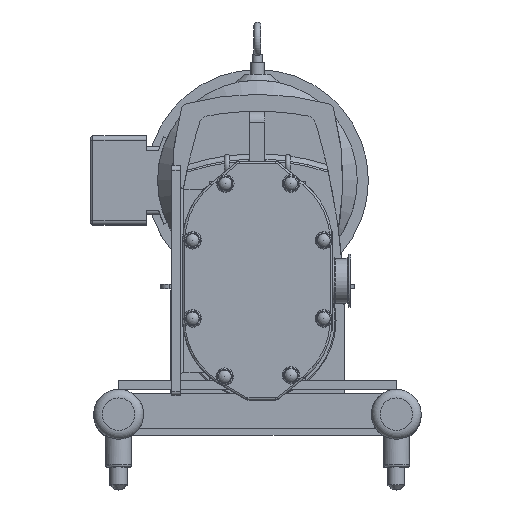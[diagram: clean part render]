
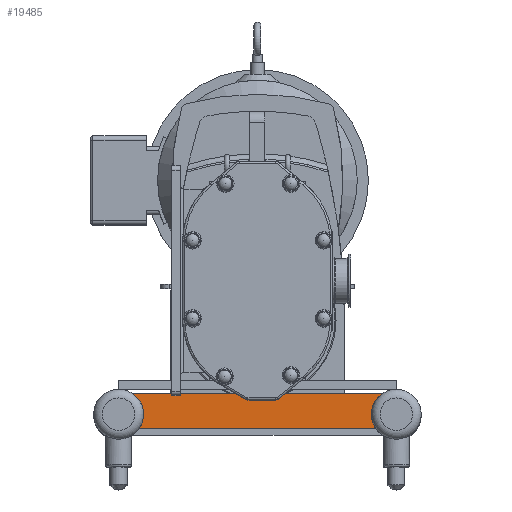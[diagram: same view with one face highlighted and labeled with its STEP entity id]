
A CAD part, top view. The second image highlights one B-rep face of the part: STEP entity #19485.
In plain terms, the highlighted planar face has unit normal (0, 0, 1).
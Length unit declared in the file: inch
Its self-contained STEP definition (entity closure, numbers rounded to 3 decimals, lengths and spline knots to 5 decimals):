
#1043=PLANE('',#21639);
#2761=LINE('',#35888,#4166);
#2762=LINE('',#35890,#4167);
#4166=VECTOR('',#27303,0.3937);
#4167=VECTOR('',#27306,0.3937);
#5548=FACE_OUTER_BOUND('',#6718,.T.);
#6718=EDGE_LOOP('',(#18293,#18294,#18295,#18296,#18297));
#7718=CIRCLE('',#21533,1.4375);
#7731=CIRCLE('',#21550,1.4375);
#7762=CIRCLE('',#21598,1.4375);
#9633=VERTEX_POINT('',#35273);
#9634=VERTEX_POINT('',#35275);
#9647=VERTEX_POINT('',#35310);
#9683=VERTEX_POINT('',#35675);
#9684=VERTEX_POINT('',#35677);
#12473=EDGE_CURVE('',#9633,#9634,#7718,.T.);
#12492=EDGE_CURVE('',#9647,#9633,#7731,.T.);
#12540=EDGE_CURVE('',#9683,#9684,#7762,.T.);
#12578=EDGE_CURVE('',#9647,#9684,#2761,.T.);
#12579=EDGE_CURVE('',#9683,#9634,#2762,.T.);
#18293=ORIENTED_EDGE('',*,*,#12540,.F.);
#18294=ORIENTED_EDGE('',*,*,#12579,.T.);
#18295=ORIENTED_EDGE('',*,*,#12473,.F.);
#18296=ORIENTED_EDGE('',*,*,#12492,.F.);
#18297=ORIENTED_EDGE('',*,*,#12578,.T.);
#19485=ADVANCED_FACE('',(#5548),#1043,.T.);
#21533=AXIS2_PLACEMENT_3D('',#35276,#27069,#27070);
#21550=AXIS2_PLACEMENT_3D('',#35312,#27109,#27110);
#21598=AXIS2_PLACEMENT_3D('',#35678,#27214,#27215);
#21639=AXIS2_PLACEMENT_3D('',#35891,#27307,#27308);
#27069=DIRECTION('center_axis',(0.,0.,
1.));
#27070=DIRECTION('ref_axis',(-1.,0.,0.));
#27109=DIRECTION('center_axis',(0.,0.,
1.));
#27110=DIRECTION('ref_axis',(-1.,0.,0.));
#27214=DIRECTION('center_axis',(0.,0.,
1.));
#27215=DIRECTION('ref_axis',(-1.,0.,0.));
#27303=DIRECTION('',(1.,0.,0.));
#27306=DIRECTION('',(-1.,0.,0.));
#27307=DIRECTION('center_axis',(0.,0.,
1.));
#27308=DIRECTION('ref_axis',(1.,0.,0.));
#35273=CARTESIAN_POINT('',(-6.5625,-7.6875,-8.288));
#35275=CARTESIAN_POINT('',(-7.19358,-6.4975,-8.288));
#35276=CARTESIAN_POINT('Origin',(-8.,-7.6875,-8.288));
#35310=CARTESIAN_POINT('',(-6.81244,-8.4975,-8.288));
#35312=CARTESIAN_POINT('Origin',(-8.,-7.6875,-8.288));
#35675=CARTESIAN_POINT('',(7.19358,-6.4975,-8.288));
#35677=CARTESIAN_POINT('',(6.81244,-8.4975,-8.288));
#35678=CARTESIAN_POINT('Origin',(8.,-7.6875,-8.288));
#35888=CARTESIAN_POINT('',(7.12822,-8.4975,-8.288));
#35890=CARTESIAN_POINT('',(-7.62,-6.4975,-8.288));
#35891=CARTESIAN_POINT('Origin',(0.00337,-7.45774,-8.288));
